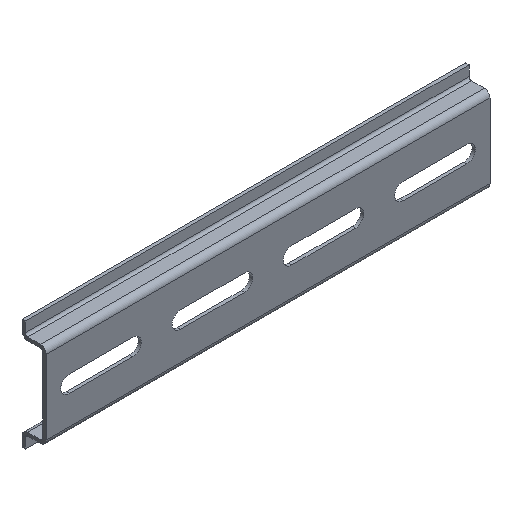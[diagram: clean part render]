
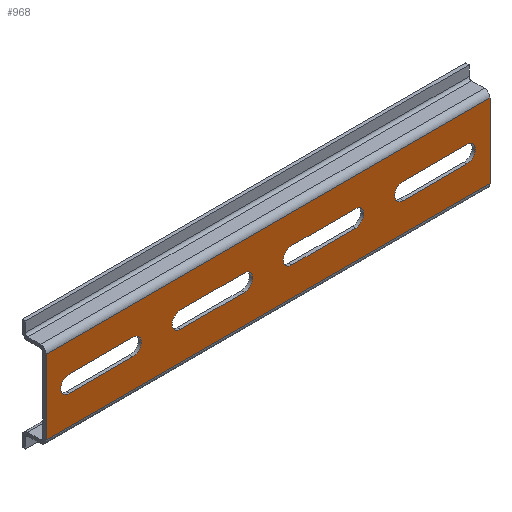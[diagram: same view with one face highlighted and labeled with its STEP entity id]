
A CAD part, isometric view. The second image highlights one B-rep face of the part: STEP entity #968.
In plain terms, the highlighted planar face has unit normal (0, -1, 0).
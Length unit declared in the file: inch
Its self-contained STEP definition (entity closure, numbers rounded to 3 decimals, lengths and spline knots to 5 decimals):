
#137=DIRECTION('',(0.,0.,-1.));
#138=VECTOR('',#137,0.92126);
#139=CARTESIAN_POINT('',(-2.75591,0.,0.46063));
#140=LINE('',#139,#138);
#149=DIRECTION('',(1.,0.,0.));
#150=VECTOR('',#149,5.51181);
#151=CARTESIAN_POINT('',(-2.75591,0.,0.46063));
#152=LINE('',#151,#150);
#153=DIRECTION('',(1.,0.,0.));
#154=VECTOR('',#153,0.79134);
#155=CARTESIAN_POINT('',(-2.4685,0.,-0.10433));
#156=LINE('',#155,#154);
#157=CARTESIAN_POINT('',(-1.67717,0.,0.));
#158=DIRECTION('',(0.,1.,0.));
#159=DIRECTION('',(0.,0.,1.));
#160=AXIS2_PLACEMENT_3D('',#157,#158,#159);
#162=DIRECTION('',(-1.,0.,0.));
#163=VECTOR('',#162,0.79134);
#164=CARTESIAN_POINT('',(-1.67717,0.,0.10433));
#165=LINE('',#164,#163);
#166=CARTESIAN_POINT('',(-2.4685,0.,0.));
#167=DIRECTION('',(0.,1.,0.));
#168=DIRECTION('',(0.,0.,-1.));
#169=AXIS2_PLACEMENT_3D('',#166,#167,#168);
#171=DIRECTION('',(1.,0.,0.));
#172=VECTOR('',#171,0.79134);
#173=CARTESIAN_POINT('',(-1.08661,0.,-0.10433));
#174=LINE('',#173,#172);
#175=CARTESIAN_POINT('',(-0.29528,0.,0.));
#176=DIRECTION('',(0.,1.,0.));
#177=DIRECTION('',(0.,0.,1.));
#178=AXIS2_PLACEMENT_3D('',#175,#176,#177);
#180=DIRECTION('',(-1.,0.,0.));
#181=VECTOR('',#180,0.79134);
#182=CARTESIAN_POINT('',(-0.29528,0.,0.10433));
#183=LINE('',#182,#181);
#184=CARTESIAN_POINT('',(-1.08661,0.,0.));
#185=DIRECTION('',(0.,1.,0.));
#186=DIRECTION('',(0.,0.,-1.));
#187=AXIS2_PLACEMENT_3D('',#184,#185,#186);
#189=DIRECTION('',(1.,0.,0.));
#190=VECTOR('',#189,0.79134);
#191=CARTESIAN_POINT('',(0.29528,0.,-0.10433));
#192=LINE('',#191,#190);
#193=CARTESIAN_POINT('',(1.08661,0.,0.));
#194=DIRECTION('',(0.,1.,0.));
#195=DIRECTION('',(0.,0.,1.));
#196=AXIS2_PLACEMENT_3D('',#193,#194,#195);
#198=DIRECTION('',(-1.,0.,0.));
#199=VECTOR('',#198,0.79134);
#200=CARTESIAN_POINT('',(1.08661,0.,0.10433));
#201=LINE('',#200,#199);
#202=CARTESIAN_POINT('',(0.29528,0.,0.));
#203=DIRECTION('',(0.,1.,0.));
#204=DIRECTION('',(0.,0.,-1.));
#205=AXIS2_PLACEMENT_3D('',#202,#203,#204);
#207=DIRECTION('',(1.,0.,0.));
#208=VECTOR('',#207,0.79134);
#209=CARTESIAN_POINT('',(1.67717,0.,-0.10433));
#210=LINE('',#209,#208);
#211=CARTESIAN_POINT('',(2.4685,0.,0.));
#212=DIRECTION('',(0.,1.,0.));
#213=DIRECTION('',(0.,0.,1.));
#214=AXIS2_PLACEMENT_3D('',#211,#212,#213);
#216=DIRECTION('',(-1.,0.,0.));
#217=VECTOR('',#216,0.79134);
#218=CARTESIAN_POINT('',(2.4685,0.,0.10433));
#219=LINE('',#218,#217);
#220=CARTESIAN_POINT('',(1.67717,0.,0.));
#221=DIRECTION('',(0.,1.,0.));
#222=DIRECTION('',(0.,0.,-1.));
#223=AXIS2_PLACEMENT_3D('',#220,#221,#222);
#225=DIRECTION('',(0.,0.,-1.));
#226=VECTOR('',#225,0.92126);
#227=CARTESIAN_POINT('',(2.75591,0.,0.46063));
#228=LINE('',#227,#226);
#331=DIRECTION('',(1.,0.,0.));
#332=VECTOR('',#331,5.51181);
#333=CARTESIAN_POINT('',(-2.75591,0.,-0.46063));
#334=LINE('',#333,#332);
#537=CARTESIAN_POINT('',(-2.75591,0.,0.46063));
#538=VERTEX_POINT('',#537);
#539=CARTESIAN_POINT('',(-2.75591,0.,-0.46063));
#540=VERTEX_POINT('',#539);
#557=CARTESIAN_POINT('',(2.75591,0.,0.46063));
#558=VERTEX_POINT('',#557);
#559=CARTESIAN_POINT('',(2.75591,0.,-0.46063));
#560=VERTEX_POINT('',#559);
#609=CARTESIAN_POINT('',(-2.4685,0.,-0.10433));
#610=CARTESIAN_POINT('',(-1.67717,0.,-0.10433));
#611=VERTEX_POINT('',#609);
#612=VERTEX_POINT('',#610);
#613=CARTESIAN_POINT('',(-1.67717,0.,0.10433));
#614=VERTEX_POINT('',#613);
#615=CARTESIAN_POINT('',(-2.4685,0.,0.10433));
#616=VERTEX_POINT('',#615);
#625=CARTESIAN_POINT('',(-1.08661,0.,-0.10433));
#626=CARTESIAN_POINT('',(-0.29528,0.,-0.10433));
#627=VERTEX_POINT('',#625);
#628=VERTEX_POINT('',#626);
#629=CARTESIAN_POINT('',(-0.29528,0.,0.10433));
#630=VERTEX_POINT('',#629);
#631=CARTESIAN_POINT('',(-1.08661,0.,0.10433));
#632=VERTEX_POINT('',#631);
#641=CARTESIAN_POINT('',(0.29528,0.,-0.10433));
#642=CARTESIAN_POINT('',(1.08661,0.,-0.10433));
#643=VERTEX_POINT('',#641);
#644=VERTEX_POINT('',#642);
#645=CARTESIAN_POINT('',(1.08661,0.,0.10433));
#646=VERTEX_POINT('',#645);
#647=CARTESIAN_POINT('',(0.29528,0.,0.10433));
#648=VERTEX_POINT('',#647);
#657=CARTESIAN_POINT('',(1.67717,0.,-0.10433));
#658=CARTESIAN_POINT('',(2.4685,0.,-0.10433));
#659=VERTEX_POINT('',#657);
#660=VERTEX_POINT('',#658);
#661=CARTESIAN_POINT('',(2.4685,0.,0.10433));
#662=VERTEX_POINT('',#661);
#663=CARTESIAN_POINT('',(1.67717,0.,0.10433));
#664=VERTEX_POINT('',#663);
#915=CARTESIAN_POINT('',(-2.75591,0.,0.46063));
#916=DIRECTION('',(0.,-1.,0.));
#917=DIRECTION('',(0.,0.,-1.));
#918=AXIS2_PLACEMENT_3D('',#915,#916,#917);
#919=PLANE('',#918);
#920=ORIENTED_EDGE('',*,*,#905,.F.);
#921=ORIENTED_EDGE('',*,*,#881,.T.);
#923=ORIENTED_EDGE('',*,*,#922,.T.);
#925=ORIENTED_EDGE('',*,*,#924,.F.);
#926=EDGE_LOOP('',(#920,#921,#923,#925));
#927=FACE_OUTER_BOUND('',#926,.F.);
#929=ORIENTED_EDGE('',*,*,#928,.T.);
#931=ORIENTED_EDGE('',*,*,#930,.F.);
#933=ORIENTED_EDGE('',*,*,#932,.T.);
#935=ORIENTED_EDGE('',*,*,#934,.F.);
#936=EDGE_LOOP('',(#929,#931,#933,#935));
#937=FACE_BOUND('',#936,.F.);
#939=ORIENTED_EDGE('',*,*,#938,.T.);
#941=ORIENTED_EDGE('',*,*,#940,.F.);
#943=ORIENTED_EDGE('',*,*,#942,.T.);
#945=ORIENTED_EDGE('',*,*,#944,.F.);
#946=EDGE_LOOP('',(#939,#941,#943,#945));
#947=FACE_BOUND('',#946,.F.);
#949=ORIENTED_EDGE('',*,*,#948,.T.);
#951=ORIENTED_EDGE('',*,*,#950,.F.);
#953=ORIENTED_EDGE('',*,*,#952,.T.);
#955=ORIENTED_EDGE('',*,*,#954,.F.);
#956=EDGE_LOOP('',(#949,#951,#953,#955));
#957=FACE_BOUND('',#956,.F.);
#959=ORIENTED_EDGE('',*,*,#958,.T.);
#961=ORIENTED_EDGE('',*,*,#960,.F.);
#963=ORIENTED_EDGE('',*,*,#962,.T.);
#965=ORIENTED_EDGE('',*,*,#964,.F.);
#966=EDGE_LOOP('',(#959,#961,#963,#965));
#967=FACE_BOUND('',#966,.F.);
#968=ADVANCED_FACE('',(#927,#937,#947,#957,#967),#919,.T.);
#161=CIRCLE('',#160,0.10433);
#170=CIRCLE('',#169,0.10433);
#179=CIRCLE('',#178,0.10433);
#188=CIRCLE('',#187,0.10433);
#197=CIRCLE('',#196,0.10433);
#206=CIRCLE('',#205,0.10433);
#215=CIRCLE('',#214,0.10433);
#224=CIRCLE('',#223,0.10433);
#881=EDGE_CURVE('',#538,#558,#152,.T.);
#905=EDGE_CURVE('',#538,#540,#140,.T.);
#922=EDGE_CURVE('',#558,#560,#228,.T.);
#924=EDGE_CURVE('',#540,#560,#334,.T.);
#928=EDGE_CURVE('',#611,#612,#156,.T.);
#930=EDGE_CURVE('',#614,#612,#161,.T.);
#932=EDGE_CURVE('',#614,#616,#165,.T.);
#934=EDGE_CURVE('',#611,#616,#170,.T.);
#938=EDGE_CURVE('',#627,#628,#174,.T.);
#940=EDGE_CURVE('',#630,#628,#179,.T.);
#942=EDGE_CURVE('',#630,#632,#183,.T.);
#944=EDGE_CURVE('',#627,#632,#188,.T.);
#948=EDGE_CURVE('',#643,#644,#192,.T.);
#950=EDGE_CURVE('',#646,#644,#197,.T.);
#952=EDGE_CURVE('',#646,#648,#201,.T.);
#954=EDGE_CURVE('',#643,#648,#206,.T.);
#958=EDGE_CURVE('',#659,#660,#210,.T.);
#960=EDGE_CURVE('',#662,#660,#215,.T.);
#962=EDGE_CURVE('',#662,#664,#219,.T.);
#964=EDGE_CURVE('',#659,#664,#224,.T.);
